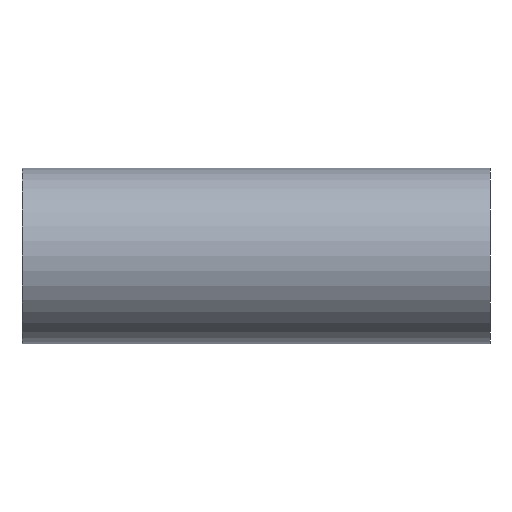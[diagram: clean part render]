
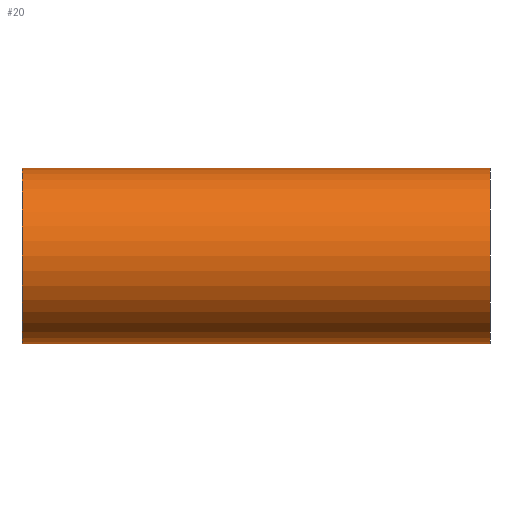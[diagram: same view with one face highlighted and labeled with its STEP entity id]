
A CAD part, left-side view. The second image highlights one B-rep face of the part: STEP entity #20.
In plain terms, the highlighted cylindrical face has radius 9 mm (diameter 18 mm), a partial arc.
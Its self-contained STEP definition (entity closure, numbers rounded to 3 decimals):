
#20 = ADVANCED_FACE ( 'NONE', ( #141 ), #28, .T. ) ;
#28 = CYLINDRICAL_SURFACE ( 'NONE', #132, 9. ) ;
#30 = DIRECTION ( 'NONE',  ( 0., 0., 1. ) ) ;
#39 = ORIENTED_EDGE ( 'NONE', *, *, #113, .F. ) ;
#48 = EDGE_CURVE ( 'NONE', #190, #115, #72, .T. ) ;
#59 = EDGE_CURVE ( 'NONE', #99, #115, #142, .T. ) ;
#67 = CARTESIAN_POINT ( 'NONE',  ( 0., 24., 0. ) ) ;
#72 = CIRCLE ( 'NONE', #110, 9. ) ;
#80 = DIRECTION ( 'NONE',  ( 0., 0., 1. ) ) ;
#83 = CARTESIAN_POINT ( 'NONE',  ( 0., -24., 0. ) ) ;
#88 = CARTESIAN_POINT ( 'NONE',  ( 0., -24., -9. ) ) ;
#89 = CARTESIAN_POINT ( 'NONE',  ( 0., 24., -9. ) ) ;
#96 = ORIENTED_EDGE ( 'NONE', *, *, #236, .T. ) ;
#99 = VERTEX_POINT ( 'NONE', #177 ) ;
#105 = VECTOR ( 'NONE', #223, 1000. ) ;
#108 = CARTESIAN_POINT ( 'NONE',  ( 0., 24., -9. ) ) ;
#110 = AXIS2_PLACEMENT_3D ( 'NONE', #83, #218, #80 ) ;
#113 = EDGE_CURVE ( 'NONE', #242, #99, #174, .T. ) ;
#115 = VERTEX_POINT ( 'NONE', #239 ) ;
#123 = DIRECTION ( 'NONE',  ( 0., 1., 0. ) ) ;
#125 = DIRECTION ( 'NONE',  ( 0., -1., 0. ) ) ;
#132 = AXIS2_PLACEMENT_3D ( 'NONE', #67, #125, #196 ) ;
#141 = FACE_OUTER_BOUND ( 'NONE', #216, .T. ) ;
#142 = LINE ( 'NONE', #176, #154 ) ;
#154 = VECTOR ( 'NONE', #194, 1000. ) ;
#174 = CIRCLE ( 'NONE', #209, 9. ) ;
#176 = CARTESIAN_POINT ( 'NONE',  ( 0., 24., 9. ) ) ;
#177 = CARTESIAN_POINT ( 'NONE',  ( 0., 24., 9. ) ) ;
#190 = VERTEX_POINT ( 'NONE', #88 ) ;
#193 = ORIENTED_EDGE ( 'NONE', *, *, #59, .F. ) ;
#194 = DIRECTION ( 'NONE',  ( 0., -1., 0. ) ) ;
#196 = DIRECTION ( 'NONE',  ( 0., 0., -1. ) ) ;
#198 = CARTESIAN_POINT ( 'NONE',  ( 0., 24., 0. ) ) ;
#207 = ORIENTED_EDGE ( 'NONE', *, *, #48, .T. ) ;
#209 = AXIS2_PLACEMENT_3D ( 'NONE', #198, #123, #30 ) ;
#216 = EDGE_LOOP ( 'NONE', ( #193, #39, #96, #207 ) ) ;
#218 = DIRECTION ( 'NONE',  ( 0., 1., 0. ) ) ;
#221 = LINE ( 'NONE', #108, #105 ) ;
#223 = DIRECTION ( 'NONE',  ( 0., -1., 0. ) ) ;
#236 = EDGE_CURVE ( 'NONE', #242, #190, #221, .T. ) ;
#239 = CARTESIAN_POINT ( 'NONE',  ( 0., -24., 9. ) ) ;
#242 = VERTEX_POINT ( 'NONE', #89 ) ;
